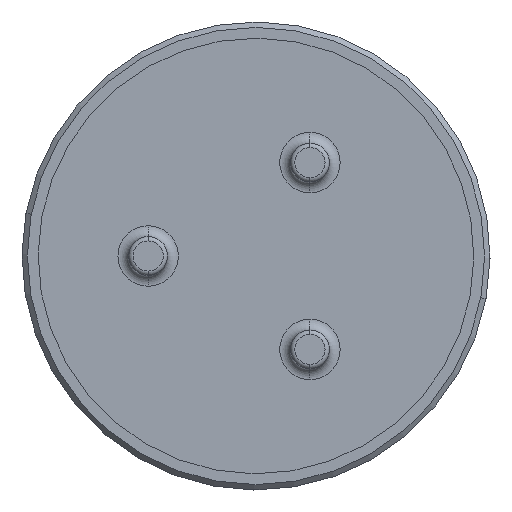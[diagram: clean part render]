
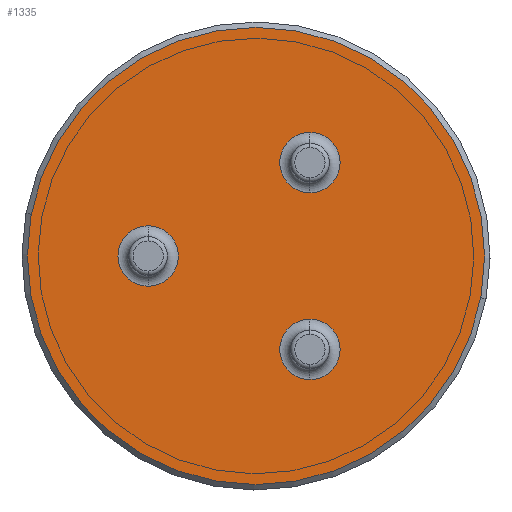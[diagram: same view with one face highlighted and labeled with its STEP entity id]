
A CAD part, front view. The second image highlights one B-rep face of the part: STEP entity #1335.
In plain terms, the highlighted planar face has unit normal (0, -1, 0).
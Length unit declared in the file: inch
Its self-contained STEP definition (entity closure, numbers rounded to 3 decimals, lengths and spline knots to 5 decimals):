
#26 = AXIS2_PLACEMENT_3D ( 'NONE', #2046, #2032, #1543 ) ;
#113 = CARTESIAN_POINT ( 'NONE',  ( -0.05, 0., 0. ) ) ;
#214 = CIRCLE ( 'NONE', #540, 0.014 ) ;
#220 = DIRECTION ( 'NONE',  ( 0., 0., 1. ) ) ;
#257 = CARTESIAN_POINT ( 'NONE',  ( 0., 0., 0.106 ) ) ;
#273 = DIRECTION ( 'NONE',  ( 0., 1., 0. ) ) ;
#333 = CARTESIAN_POINT ( 'NONE',  ( -0.05, 0., 0.014 ) ) ;
#369 = VERTEX_POINT ( 'NONE', #1137 ) ;
#378 = CARTESIAN_POINT ( 'NONE',  ( 0., 0., 0. ) ) ;
#422 = CARTESIAN_POINT ( 'NONE',  ( 0., 0., 0. ) ) ;
#459 = CARTESIAN_POINT ( 'NONE',  ( 0.025, 0., -0.0433 ) ) ;
#468 = CARTESIAN_POINT ( 'NONE',  ( 0.025, 0., 0.0433 ) ) ;
#511 = EDGE_LOOP ( 'NONE', ( #1609, #989 ) ) ;
#514 = CIRCLE ( 'NONE', #1986, 0.014 ) ;
#540 = AXIS2_PLACEMENT_3D ( 'NONE', #459, #1235, #1072 ) ;
#559 = AXIS2_PLACEMENT_3D ( 'NONE', #378, #1173, #220 ) ;
#564 = DIRECTION ( 'NONE',  ( 0., 1., 0. ) ) ;
#569 = CARTESIAN_POINT ( 'NONE',  ( 0., 0., -0.106 ) ) ;
#581 = EDGE_CURVE ( 'NONE', #1175, #1632, #2003, .T. ) ;
#613 = EDGE_LOOP ( 'NONE', ( #1644, #1601 ) ) ;
#626 = PLANE ( 'NONE',  #1833 ) ;
#646 = EDGE_LOOP ( 'NONE', ( #1950, #1511 ) ) ;
#658 = EDGE_CURVE ( 'NONE', #1632, #1175, #1614, .T. ) ;
#671 = ORIENTED_EDGE ( 'NONE', *, *, #857, .T. ) ;
#728 = DIRECTION ( 'NONE',  ( 0., 0., 1. ) ) ;
#738 = VERTEX_POINT ( 'NONE', #2014 ) ;
#744 = EDGE_CURVE ( 'NONE', #738, #369, #514, .T. ) ;
#764 = FACE_OUTER_BOUND ( 'NONE', #511, .T. ) ;
#806 = EDGE_CURVE ( 'NONE', #369, #738, #214, .T. ) ;
#857 = EDGE_CURVE ( 'NONE', #1733, #1960, #1971, .T. ) ;
#881 = DIRECTION ( 'NONE',  ( 0., 0., 1. ) ) ;
#904 = CARTESIAN_POINT ( 'NONE',  ( -0.05, 0., -0.014 ) ) ;
#966 = VERTEX_POINT ( 'NONE', #1412 ) ;
#989 = ORIENTED_EDGE ( 'NONE', *, *, #658, .F. ) ;
#1044 = ORIENTED_EDGE ( 'NONE', *, *, #1735, .T. ) ;
#1053 = DIRECTION ( 'NONE',  ( 0., 0., 1. ) ) ;
#1072 = DIRECTION ( 'NONE',  ( 0., 0., 1. ) ) ;
#1102 = DIRECTION ( 'NONE',  ( 0., 1., 0. ) ) ;
#1123 = VERTEX_POINT ( 'NONE', #1682 ) ;
#1126 = DIRECTION ( 'NONE',  ( 0., 0., 1. ) ) ;
#1137 = CARTESIAN_POINT ( 'NONE',  ( 0.025, 0., -0.0573 ) ) ;
#1173 = DIRECTION ( 'NONE',  ( 0., 1., 0. ) ) ;
#1175 = VERTEX_POINT ( 'NONE', #569 ) ;
#1190 = FACE_BOUND ( 'NONE', #613, .T. ) ;
#1218 = FACE_BOUND ( 'NONE', #646, .T. ) ;
#1228 = CARTESIAN_POINT ( 'NONE',  ( 0.025, 0., 0.0433 ) ) ;
#1235 = DIRECTION ( 'NONE',  ( 0., 1., 0. ) ) ;
#1290 = EDGE_LOOP ( 'NONE', ( #1044, #671 ) ) ;
#1335 = ADVANCED_FACE ( 'NONE', ( #1218, #2076, #1190, #764 ), #626, .F. ) ;
#1358 = DIRECTION ( 'NONE',  ( 0., 0., 1. ) ) ;
#1363 = DIRECTION ( 'NONE',  ( 0., 1., 0. ) ) ;
#1368 = CARTESIAN_POINT ( 'NONE',  ( 0.025, 0., -0.0433 ) ) ;
#1412 = CARTESIAN_POINT ( 'NONE',  ( 0.025, 0., 0.0293 ) ) ;
#1429 = CARTESIAN_POINT ( 'NONE',  ( 0., 0., 0. ) ) ;
#1511 = ORIENTED_EDGE ( 'NONE', *, *, #806, .T. ) ;
#1525 = DIRECTION ( 'NONE',  ( 0., 1., 0. ) ) ;
#1543 = DIRECTION ( 'NONE',  ( 0., 0., 1. ) ) ;
#1601 = ORIENTED_EDGE ( 'NONE', *, *, #1680, .T. ) ;
#1609 = ORIENTED_EDGE ( 'NONE', *, *, #581, .F. ) ;
#1614 = CIRCLE ( 'NONE', #1645, 0.106 ) ;
#1632 = VERTEX_POINT ( 'NONE', #257 ) ;
#1644 = ORIENTED_EDGE ( 'NONE', *, *, #1808, .T. ) ;
#1645 = AXIS2_PLACEMENT_3D ( 'NONE', #422, #1525, #1358 ) ;
#1665 = CIRCLE ( 'NONE', #1739, 0.014 ) ;
#1680 = EDGE_CURVE ( 'NONE', #966, #1123, #1665, .T. ) ;
#1682 = CARTESIAN_POINT ( 'NONE',  ( 0.025, 0., 0.0573 ) ) ;
#1721 = AXIS2_PLACEMENT_3D ( 'NONE', #113, #1363, #1053 ) ;
#1733 = VERTEX_POINT ( 'NONE', #904 ) ;
#1735 = EDGE_CURVE ( 'NONE', #1960, #1733, #2073, .T. ) ;
#1739 = AXIS2_PLACEMENT_3D ( 'NONE', #1228, #273, #728 ) ;
#1808 = EDGE_CURVE ( 'NONE', #1123, #966, #1921, .T. ) ;
#1830 = AXIS2_PLACEMENT_3D ( 'NONE', #468, #2050, #2062 ) ;
#1833 = AXIS2_PLACEMENT_3D ( 'NONE', #1429, #1102, #1126 ) ;
#1921 = CIRCLE ( 'NONE', #1830, 0.014 ) ;
#1950 = ORIENTED_EDGE ( 'NONE', *, *, #744, .T. ) ;
#1960 = VERTEX_POINT ( 'NONE', #333 ) ;
#1971 = CIRCLE ( 'NONE', #26, 0.014 ) ;
#1986 = AXIS2_PLACEMENT_3D ( 'NONE', #1368, #564, #881 ) ;
#2003 = CIRCLE ( 'NONE', #559, 0.106 ) ;
#2014 = CARTESIAN_POINT ( 'NONE',  ( 0.025, 0., -0.0293 ) ) ;
#2032 = DIRECTION ( 'NONE',  ( 0., 1., 0. ) ) ;
#2046 = CARTESIAN_POINT ( 'NONE',  ( -0.05, 0., 0. ) ) ;
#2050 = DIRECTION ( 'NONE',  ( 0., 1., 0. ) ) ;
#2062 = DIRECTION ( 'NONE',  ( 0., 0., 1. ) ) ;
#2073 = CIRCLE ( 'NONE', #1721, 0.014 ) ;
#2076 = FACE_BOUND ( 'NONE', #1290, .T. ) ;
